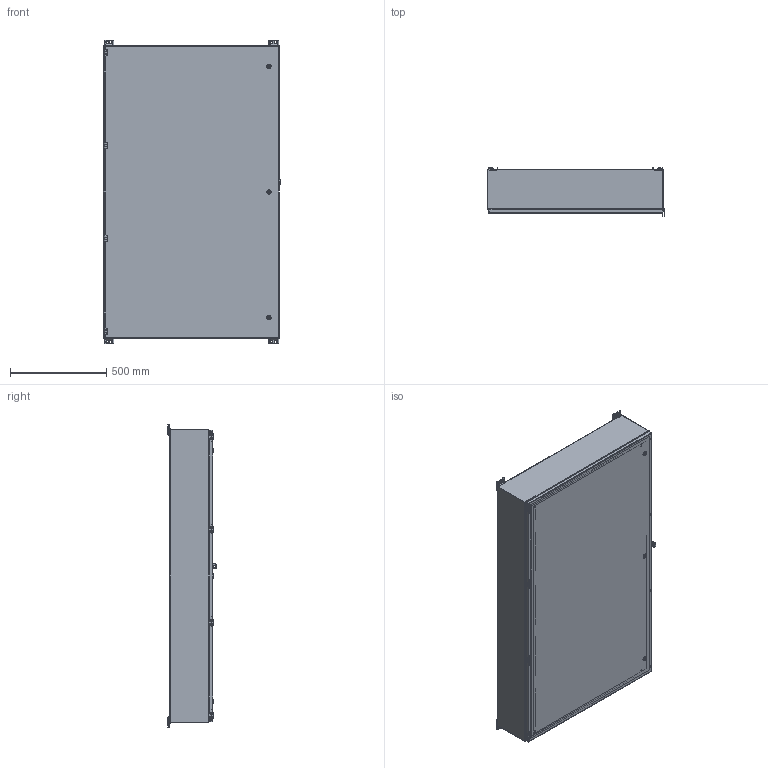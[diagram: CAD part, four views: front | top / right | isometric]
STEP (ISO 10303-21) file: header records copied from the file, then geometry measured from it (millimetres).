
FILE_DESCRIPTION( ( 'Unknown' ), '1' );
FILE_NAME( 'R603608_STEEL.stp', 'Unknown', ( 'Unknown' ), ( 'Unknown' ), 'PSStep 16.0.42', 'Unknown', ' ' );
FILE_SCHEMA( ( 'AUTOMOTIVE_DESIGN { 1 0 10303 214 1 1 1 1 }' ) );
Length unit declared in the file: millimetre
Products named in the file (53): 0.375 DIA; CAOUTCHOUC; METAL; LOCK AVEC TOURNEVIS TYPE 4-12 SANS CAME; HOSING-oa0; INSERT POUR TOURNEVIS-oa1; NOIX DE FIXATION-oa2; Oring-oa3; Oring-oa4; SEAL BLANC-oa5; STOPPER DESSOUS-oa6; VIS DE RETENUE DE LA CAME-oa7; AHR-PARTIE-PORTE; AHR - PARTIE PORTE LUG; AHR - TIGE; A15KR; CAME R; PARTIE COUVERCLE; PROVISION PORTE; NUT 10-32; 10-32 x 0.500; AHR-PARTIE-BOITIER; SEAL; AHR - PARTIE BOITIER; SET SCEW M6 x 1.000; NOIX M6; PATTE-RD; PATTE R; FW_0.3750; 3-8-16 x .750; HN_0.3750; PARTIE BOITIER; PROVISION BOITIER; SEAL PROVISION; 10-32 x 0.500-oa8; PATTE-R; R603608-U_16GA_BOITIER; BUMPER R 0.250-20; 0.375-16 x 0.750 AC_CKL 118-510-340; FW_0.2500 ...
Assembly tree (105 placements, depth 5):
  Assem1
    ARP6036_12GA
    R6036_14GA_COUVERCLE
      10-32 x 0.750 AC_CD 201-008-776  x4
      HN_no10  x2
      R6036C_14GA
      R6036_GASKET
      RAIL-V60
      ESPACEUR-RAIL  x2
      AHR-PARTIE-PORTE  x4
        AHR - PARTIE PORTE LUG
        AHR - TIGE
      A15KR  x3
        CAME R
        LOCK AVEC TOURNEVIS TYPE 4-12 SANS CAME
          HOSING-oa0
          INSERT POUR TOURNEVIS-oa1
          NOIX DE FIXATION-oa2
          Oring-oa3
          Oring-oa4
          SEAL BLANC-oa5
          STOPPER DESSOUS-oa6
          VIS DE RETENUE DE LA CAME-oa7
      PARTIE COUVERCLE
        PROVISION PORTE
        NUT 10-32
        10-32 x 0.500
    R603608-U_16GA_BOITIER
      BUMPER R 0.250-20  x4
      0.375-16 x 0.750 AC_CKL 118-510-340  x8
      FW_0.3750  x8
      HN_0.3750  x8
      FW_0.2500  x4
      HN_0.2500  x4
      Rxx3608H_16GA
      Rxx3608B_16GA
      R603608B-U_16GA
      AHR-PARTIE-BOITIER  x4
        SEAL
        AHR - PARTIE BOITIER
        SET SCEW M6 x 1.000
        NOIX M6
      PATTE-RD  x2
        PATTE R
        FW_0.3750
        3-8-16 x .750
        HN_0.3750
        0.375 DIA
          CAOUTCHOUC
          METAL
      PATTE-R  x2
        PATTE R
        FW_0.3750
        3-8-16 x .750
        HN_0.3750
        0.375 DIA
          CAOUTCHOUC
          METAL
      PARTIE BOITIER
        PROVISION BOITIER
Bounding box: 921.56 x 253.87 x 1581.56 mm (x, y, z)
Volume: 10896338.2 mm3; surface area: 11138483.5 mm2
Topology: 133 solids, 133 shells, 5224 faces, 12672 edges, 8060 vertices
Faces by surface type: plane 2860, cylinder 1008, bspline 444, extrusion 388, cone 262, torus 197, sphere 65
Full cylindrical faces by diameter (mm): 0.346 x6, 0.508 x4, 0.794 x8, 3.023 x14, 3.15 x2, 3.175 x14, 4.039 x4, 4.623 x2, 4.682 x56, 4.826 x11, 5.055 x1, 5.1 x4, 5.105 x1, 5.567 x2, 5.842 x4, 5.918 x8, 5.994 x4, 6 x4, 6.096 x6, 6.1 x12, 6.35 x8, 6.502 x4, 6.731 x8, 6.985 x3, 7.137 x6, 7.925 x2, 8.664 x2, 8.7 x4, 8.966 x8, 9 x4
Entity records: 163176 total; most frequent: CARTESIAN_POINT 72541, ORIENTED_EDGE 14268, DIRECTION 10665, EDGE_CURVE 7134, VERTEX_POINT 4828, EDGE_LOOP 3921, AXIS2_PLACEMENT_3D 3564, VECTOR 3537
